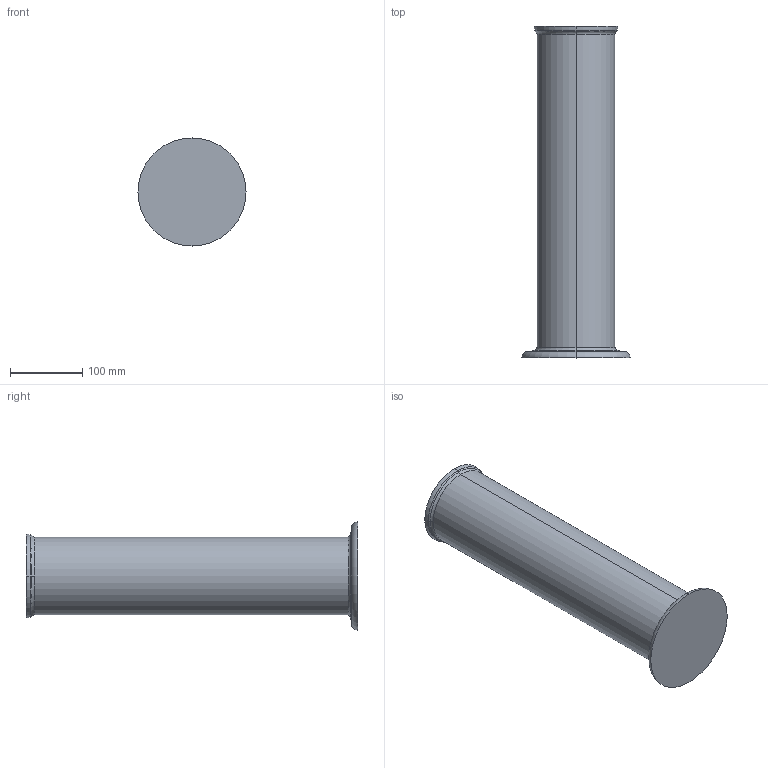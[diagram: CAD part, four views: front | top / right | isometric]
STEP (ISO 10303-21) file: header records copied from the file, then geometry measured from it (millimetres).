
FILE_DESCRIPTION (( 'STEP AP203' ), '1' );
FILE_NAME ('Upper arm-UR10(2)_UR10_Standard_sldprt.STEP', '2021-12-18T22:10:06', ( '' ), ( '' ), 'SwSTEP 2.0', 'SolidWorks 2021', '' );
FILE_SCHEMA (( 'CONFIG_CONTROL_DESIGN' ));
Length unit declared in the file: millimetre
Products named in the file (1): Upper arm-UR10(2)_UR10_Standard_sldprt
Bounding box: 150 x 460.6 x 150 mm (x, y, z)
Volume: 4305121.9 mm3; surface area: 191967.4 mm2
Topology: 1 solids, 1 shells, 22 faces, 43 edges, 24 vertices
Faces by surface type: torus 15, plane 3, cylinder 2, cone 2
Entity records: 651 total; most frequent: DIRECTION 128, CARTESIAN_POINT 90, ORIENTED_EDGE 86, AXIS2_PLACEMENT_3D 62, EDGE_CURVE 43, CIRCLE 39, VERTEX_POINT 24, EDGE_LOOP 23
